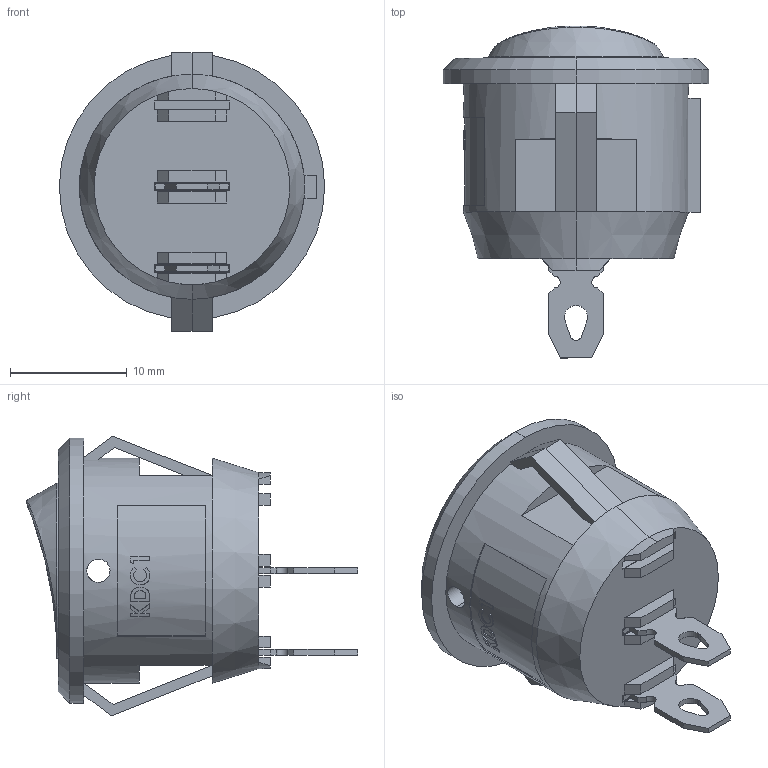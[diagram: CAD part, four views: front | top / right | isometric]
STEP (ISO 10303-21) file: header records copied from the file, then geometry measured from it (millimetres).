
FILE_DESCRIPTION (( 'STEP AP203' ), '1' );
FILE_NAME ('22mm round on-off switch.STEP', '2024-02-17T21:51:42', ( '' ), ( '' ), 'SwSTEP 2.0', 'SolidWorks 2024', '' );
FILE_SCHEMA (( 'CONFIG_CONTROL_DESIGN' ));
Length unit declared in the file: millimetre
Products named in the file (1): 22mm round on-off switch
Bounding box: 22.75 x 28.45 x 23.98 mm (x, y, z)
Volume: 4977.4 mm3; surface area: 3221.4 mm2
Topology: 2 solids, 2 shells, 224 faces, 591 edges, 383 vertices
Faces by surface type: plane 147, cylinder 37, bspline 35, cone 5
Entity records: 10756 total; most frequent: CARTESIAN_POINT 5389, ORIENTED_EDGE 1178, DIRECTION 954, EDGE_CURVE 589, VERTEX_POINT 383, LINE 366, VECTOR 366, AXIS2_PLACEMENT_3D 294
